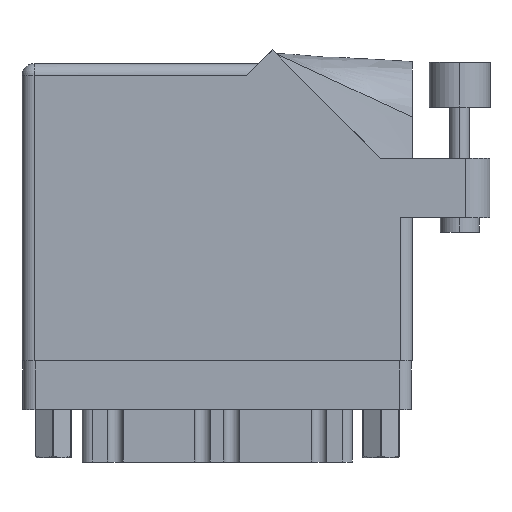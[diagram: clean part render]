
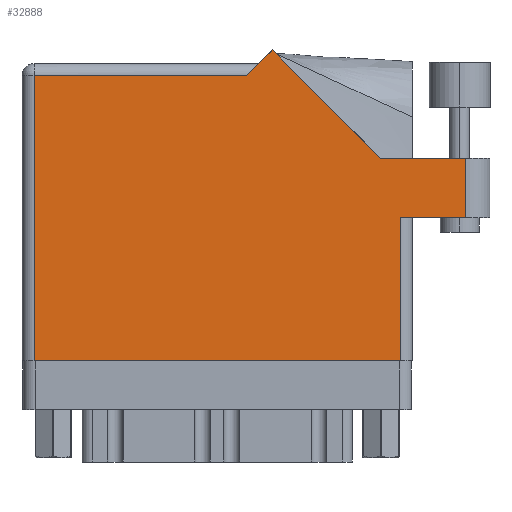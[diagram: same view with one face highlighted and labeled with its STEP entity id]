
A CAD part, front view. The second image highlights one B-rep face of the part: STEP entity #32888.
In plain terms, the highlighted face is planar.
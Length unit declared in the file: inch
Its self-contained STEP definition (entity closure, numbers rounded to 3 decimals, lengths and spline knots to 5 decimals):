
#1017 = EDGE_CURVE ( 'NONE', #13937, #3165, #32625, .T. ) ;
#1150 = DIRECTION ( 'NONE',  ( 0., -1., 0. ) ) ;
#1540 = VERTEX_POINT ( 'NONE', #45112 ) ;
#3165 = VERTEX_POINT ( 'NONE', #25878 ) ;
#4272 = CARTESIAN_POINT ( 'NONE',  ( 0.062, 0., 0. ) ) ;
#4588 = VECTOR ( 'NONE', #1150, 39.37008 ) ;
#6640 = DIRECTION ( 'NONE',  ( -0.707, 0.707, 0. ) ) ;
#6793 = VECTOR ( 'NONE', #6640, 39.37008 ) ;
#9281 = CARTESIAN_POINT ( 'NONE',  ( 1.84442, 1.044, 0. ) ) ;
#9346 = EDGE_CURVE ( 'NONE', #38496, #39715, #16147, .T. ) ;
#9469 = VECTOR ( 'NONE', #17113, 39.37008 ) ;
#9485 = VERTEX_POINT ( 'NONE', #17550 ) ;
#9847 = EDGE_LOOP ( 'NONE', ( #17413, #32329, #10156, #44560, #20562, #11717, #45575, #20162, #43793 ) ) ;
#10156 = ORIENTED_EDGE ( 'NONE', *, *, #36744, .T. ) ;
#10416 = LINE ( 'NONE', #17606, #12061 ) ;
#10426 = CARTESIAN_POINT ( 'NONE',  ( 1.28771, 1.60071, 0. ) ) ;
#11717 = ORIENTED_EDGE ( 'NONE', *, *, #31432, .T. ) ;
#11996 = LINE ( 'NONE', #19194, #47292 ) ;
#12061 = VECTOR ( 'NONE', #47354, 39.37008 ) ;
#13499 = CARTESIAN_POINT ( 'NONE',  ( 2.285, 1.044, 0. ) ) ;
#13937 = VERTEX_POINT ( 'NONE', #10426 ) ;
#14792 = CARTESIAN_POINT ( 'NONE',  ( 1.948, 0.737, 0. ) ) ;
#16147 = LINE ( 'NONE', #45659, #24736 ) ;
#16956 = LINE ( 'NONE', #41913, #45341 ) ;
#17085 = DIRECTION ( 'NONE',  ( 1., 0., 0. ) ) ;
#17113 = DIRECTION ( 'NONE',  ( 0., 1., 0. ) ) ;
#17413 = ORIENTED_EDGE ( 'NONE', *, *, #9346, .T. ) ;
#17550 = CARTESIAN_POINT ( 'NONE',  ( 0.062, 1.468, 0. ) ) ;
#17606 = CARTESIAN_POINT ( 'NONE',  ( 0., 0., 0. ) ) ;
#17887 = CARTESIAN_POINT ( 'NONE',  ( 2.285, 0.737, 0. ) ) ;
#18502 = PLANE ( 'NONE',  #21321 ) ;
#19194 = CARTESIAN_POINT ( 'NONE',  ( 0., 1.468, 0. ) ) ;
#19201 = FACE_OUTER_BOUND ( 'NONE', #9847, .T. ) ;
#20162 = ORIENTED_EDGE ( 'NONE', *, *, #32234, .T. ) ;
#20562 = ORIENTED_EDGE ( 'NONE', *, *, #1017, .T. ) ;
#21321 = AXIS2_PLACEMENT_3D ( 'NONE', #26391, #44636, #26616 ) ;
#21469 = EDGE_CURVE ( 'NONE', #9485, #1540, #30649, .T. ) ;
#24736 = VECTOR ( 'NONE', #17085, 39.37008 ) ;
#25878 = CARTESIAN_POINT ( 'NONE',  ( 1.155, 1.468, 0. ) ) ;
#26391 = CARTESIAN_POINT ( 'NONE',  ( 0., 1.53, 0. ) ) ;
#26616 = DIRECTION ( 'NONE',  ( -1., 0., 0. ) ) ;
#27398 = VECTOR ( 'NONE', #45712, 39.37008 ) ;
#29131 = VERTEX_POINT ( 'NONE', #46509 ) ;
#30649 = LINE ( 'NONE', #4272, #4588 ) ;
#31432 = EDGE_CURVE ( 'NONE', #3165, #9485, #11996, .T. ) ;
#31853 = CARTESIAN_POINT ( 'NONE',  ( 2.285, 1.044, 0. ) ) ;
#32234 = EDGE_CURVE ( 'NONE', #1540, #29131, #10416, .T. ) ;
#32329 = ORIENTED_EDGE ( 'NONE', *, *, #46116, .T. ) ;
#32625 = LINE ( 'NONE', #40304, #39057 ) ;
#32888 = ADVANCED_FACE ( 'NONE', ( #19201 ), #18502, .F. ) ;
#33609 = EDGE_CURVE ( 'NONE', #47391, #13937, #38811, .T. ) ;
#34914 = CARTESIAN_POINT ( 'NONE',  ( 2.41, 1.044, 0. ) ) ;
#35371 = LINE ( 'NONE', #34914, #27398 ) ;
#36744 = EDGE_CURVE ( 'NONE', #39206, #47391, #35371, .T. ) ;
#38496 = VERTEX_POINT ( 'NONE', #14792 ) ;
#38559 = DIRECTION ( 'NONE',  ( 0., 1., 0. ) ) ;
#38811 = LINE ( 'NONE', #46965, #6793 ) ;
#39057 = VECTOR ( 'NONE', #47039, 39.37008 ) ;
#39206 = VERTEX_POINT ( 'NONE', #31853 ) ;
#39715 = VERTEX_POINT ( 'NONE', #17887 ) ;
#40304 = CARTESIAN_POINT ( 'NONE',  ( 1.217, 1.53, 0. ) ) ;
#40484 = EDGE_CURVE ( 'NONE', #29131, #38496, #16956, .T. ) ;
#40789 = DIRECTION ( 'NONE',  ( -1., 0., 0. ) ) ;
#41180 = LINE ( 'NONE', #13499, #9469 ) ;
#41913 = CARTESIAN_POINT ( 'NONE',  ( 1.948, 0.737, 0. ) ) ;
#43793 = ORIENTED_EDGE ( 'NONE', *, *, #40484, .T. ) ;
#44560 = ORIENTED_EDGE ( 'NONE', *, *, #33609, .T. ) ;
#44636 = DIRECTION ( 'NONE',  ( 0., 0., -1. ) ) ;
#45112 = CARTESIAN_POINT ( 'NONE',  ( 0.062, 0., 0. ) ) ;
#45341 = VECTOR ( 'NONE', #38559, 39.37008 ) ;
#45575 = ORIENTED_EDGE ( 'NONE', *, *, #21469, .T. ) ;
#45659 = CARTESIAN_POINT ( 'NONE',  ( 2.01, 0.737, 0. ) ) ;
#45712 = DIRECTION ( 'NONE',  ( -1., 0., 0. ) ) ;
#46116 = EDGE_CURVE ( 'NONE', #39715, #39206, #41180, .T. ) ;
#46509 = CARTESIAN_POINT ( 'NONE',  ( 1.948, 0., 0. ) ) ;
#46965 = CARTESIAN_POINT ( 'NONE',  ( 1.84442, 1.044, 0. ) ) ;
#47039 = DIRECTION ( 'NONE',  ( -0.707, -0.707, 0. ) ) ;
#47292 = VECTOR ( 'NONE', #40789, 39.37008 ) ;
#47354 = DIRECTION ( 'NONE',  ( 1., 0., 0. ) ) ;
#47391 = VERTEX_POINT ( 'NONE', #9281 ) ;
